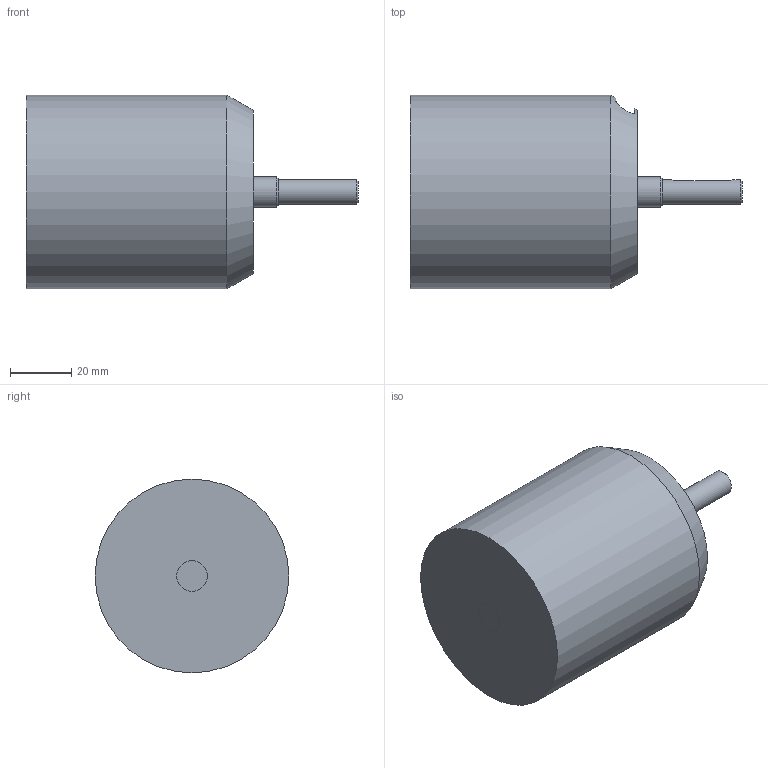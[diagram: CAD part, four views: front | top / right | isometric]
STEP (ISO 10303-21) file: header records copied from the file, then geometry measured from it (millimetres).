
FILE_DESCRIPTION(/* description */ (''),/* implementation_level */ '2;1');
FILE_NAME(/* name */ 'Flipsky 6374.stp',/* time_stamp */ '2020-09-11T13:08:50-04:00',/* author */ ('sami8'),/* organization */ (''),/* preprocessor_version */ 'ST-DEVELOPER v18.1',/* originating_system */ 'Autodesk Inventor 2021',/* authorisation */ '');
FILE_SCHEMA (('AUTOMOTIVE_DESIGN { 1 0 10303 214 3 1 1 }'));
Length unit declared in the file: millimetre
Products named in the file (1): Flipsky 6374
Bounding box: 108 x 63 x 63 mm (x, y, z)
Volume: 227431 mm3; surface area: 26201.6 mm2
Topology: 2 solids, 2 shells, 30 faces, 80 edges, 56 vertices
Faces by surface type: cylinder 12, plane 11, cone 7
Full cylindrical faces by diameter (mm): 3.242 x4, 8 x1, 10 x2, 63 x1
Entity records: 1073 total; most frequent: CARTESIAN_POINT 238, DIRECTION 172, ORIENTED_EDGE 152, EDGE_CURVE 76, AXIS2_PLACEMENT_3D 71, VERTEX_POINT 56, CIRCLE 40, EDGE_LOOP 38
